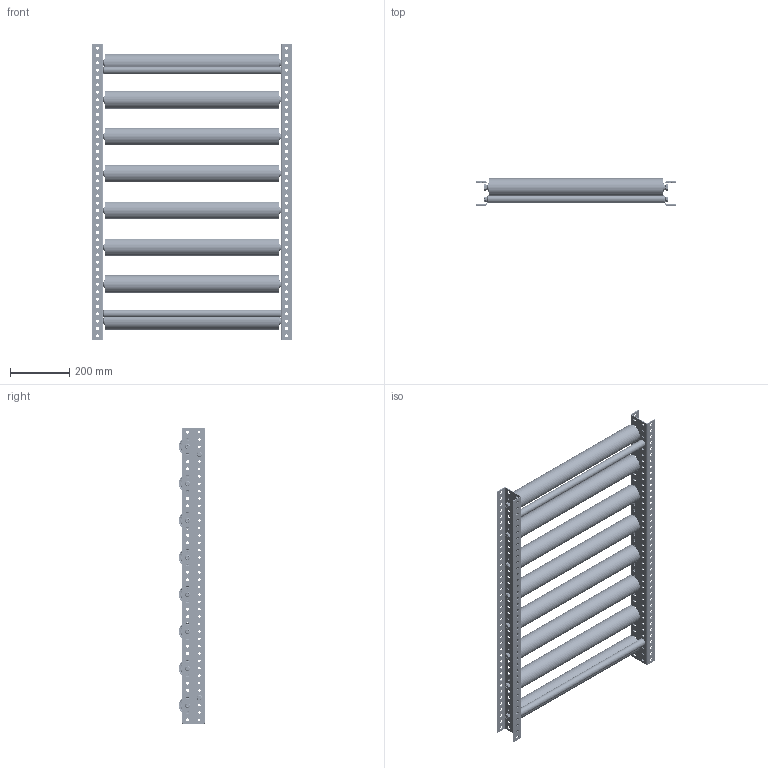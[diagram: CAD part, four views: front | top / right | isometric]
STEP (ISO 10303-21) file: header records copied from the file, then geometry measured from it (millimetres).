
FILE_DESCRIPTION (( 'STEP AP214' ), '1' );
FILE_NAME ('0026532.step', '2021-02-23T12:46:45', ( '' ), ( '' ), 'SwSTEP 2.0', 'SolidWorks 2020', '' );
FILE_SCHEMA (( 'AUTOMOTIVE_DESIGN' ));
Length unit declared in the file: millimetre
Products named in the file (9): S114818_Profil_SRB-40x80x40x3_KFG_Schienenprofil-Schwerlast-Rollenbahn-Typ60_S114818_SRB-40x80x40x3-Typ60; 0026532; S100994_Sperrzahnschraube_M08x16-8.8-A2K; S114819_TRK-60x2-STI-A10-M10-EL=600; 0046710_Sechskantmutter_DIN980_M10; 0042959_TYP-TRK-60x2-10; 0039773_Tragrollenrohr-Ø60x2STI_KFG_0039773_L=587,4; Traversen_KFG_L600; 0039779-Achse-ST-Ø10-KFG_L=624-M10
Assembly tree (36 placements, depth 3):
  0026532
    S114818_Profil_SRB-40x80x40x3_KFG_Schienenprofil-Schwerlast-Rollenbahn-Typ60_S114818_SRB-40x80x40x3-Typ60  x2
    Traversen_KFG_L600  x2
    S100994_Sperrzahnschraube_M08x16-8.8-A2K  x4
    S114819_TRK-60x2-STI-A10-M10-EL=600  x8
      0039779-Achse-ST-Ø10-KFG_L=624-M10
      0039773_Tragrollenrohr-Ø60x2STI_KFG_0039773_L=587,4
      0042959_TYP-TRK-60x2-10
    0046710_Sechskantmutter_DIN980_M10  x16
Bounding box: 680 x 89.89 x 1000 mm (x, y, z)
Volume: 3445549.2 mm3; surface area: 3019838.6 mm2
Topology: 220 solids, 220 shells, 4536 faces, 11376 edges, 7232 vertices
Faces by surface type: cylinder 1944, torus 1168, plane 600, cone 520, sphere 224, bspline 80
Entity records: 33840 total; most frequent: CARTESIAN_POINT 12603, DIRECTION 3830, ORIENTED_EDGE 3654, EDGE_CURVE 1827, AXIS2_PLACEMENT_3D 1649, VERTEX_POINT 1187, EDGE_LOOP 1042, CIRCLE 925
